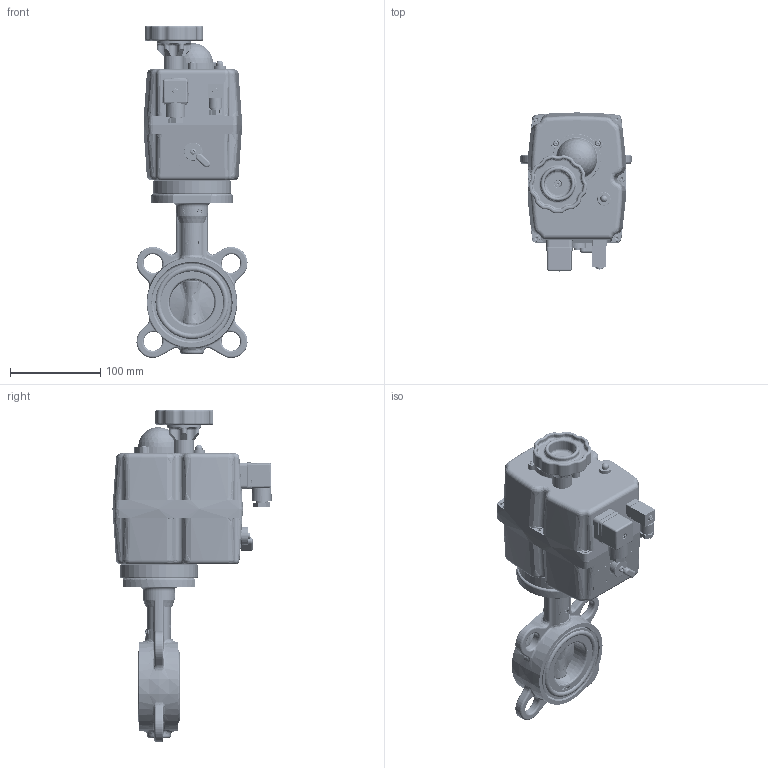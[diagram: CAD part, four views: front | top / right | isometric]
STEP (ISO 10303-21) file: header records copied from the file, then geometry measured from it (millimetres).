
FILE_DESCRIPTION (( 'STEP AP214' ), '1' );
FILE_NAME ('AK210-FERGO-DN50-Elektroschwenkantrieb-EL.STEP', '2022-09-01T14:02:18', ( '' ), ( '' ), 'SwSTEP 2.0', 'SolidWorks 2022', '' );
FILE_SCHEMA (( 'AUTOMOTIVE_DESIGN' ));
Length unit declared in the file: millimetre
Products named in the file (4): AK210DN50; J&J S-20+35; AK210-FERGO-DN50-Elektroschwenkantrieb-EL; Flanschadapter 15mm
Assembly tree (3 placements, depth 2):
  AK210-FERGO-DN50-Elektroschwenkantrieb-EL
    Flanschadapter 15mm
    J&J S-20+35
    AK210DN50
Bounding box: 122.92 x 176.14 x 367.49 mm (x, y, z)
Volume: 978687.2 mm3; surface area: 361459.8 mm2
Topology: 58 solids, 59 shells, 5629 faces, 13908 edges, 8468 vertices
Faces by surface type: cylinder 1760, plane 1358, cone 1138, torus 706, bspline 537, sphere 130
Entity records: 232245 total; most frequent: CARTESIAN_POINT 92783, DIRECTION 28693, ORIENTED_EDGE 27524, EDGE_CURVE 13762, AXIS2_PLACEMENT_3D 11649, VERTEX_POINT 8462, CIRCLE 6551, EDGE_LOOP 6028
